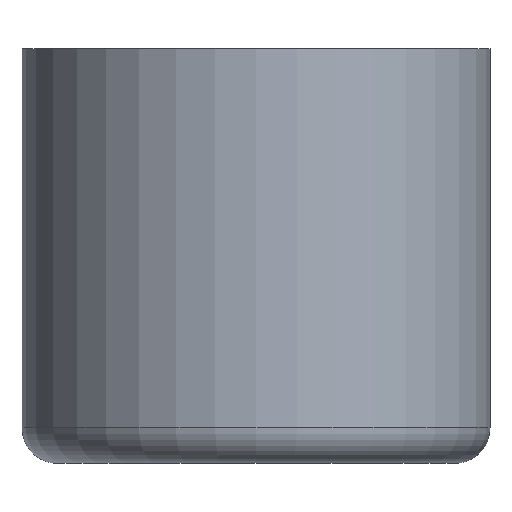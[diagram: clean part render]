
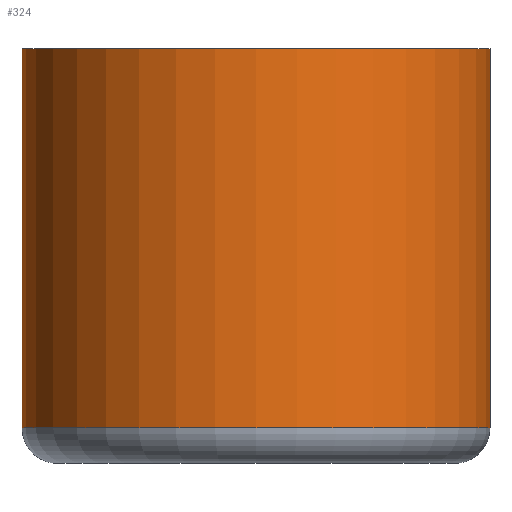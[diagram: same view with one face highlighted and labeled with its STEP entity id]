
A CAD part, front view. The second image highlights one B-rep face of the part: STEP entity #324.
In plain terms, the highlighted cylindrical face has radius 16.764 mm (diameter 33.528 mm), a partial arc.
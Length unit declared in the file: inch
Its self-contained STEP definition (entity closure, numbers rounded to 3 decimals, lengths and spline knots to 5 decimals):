
#4 = DIRECTION ( 'NONE',  ( -1., 0., 0. ) ) ;
#12 = EDGE_CURVE ( 'NONE', #155, #327, #239, .T. ) ;
#19 = CARTESIAN_POINT ( 'NONE',  ( 0., 0., 1. ) ) ;
#44 = ORIENTED_EDGE ( 'NONE', *, *, #48, .F. ) ;
#48 = EDGE_CURVE ( 'NONE', #327, #344, #267, .T. ) ;
#49 = EDGE_CURVE ( 'NONE', #155, #127, #235, .T. ) ;
#78 = FACE_OUTER_BOUND ( 'NONE', #97, .T. ) ;
#81 = ORIENTED_EDGE ( 'NONE', *, *, #159, .T. ) ;
#92 = CARTESIAN_POINT ( 'NONE',  ( 0., 0., 1. ) ) ;
#97 = EDGE_LOOP ( 'NONE', ( #44, #138, #306, #81 ) ) ;
#127 = VERTEX_POINT ( 'NONE', #231 ) ;
#138 = ORIENTED_EDGE ( 'NONE', *, *, #12, .F. ) ;
#146 = DIRECTION ( 'NONE',  ( 0., 0., 1. ) ) ;
#155 = VERTEX_POINT ( 'NONE', #315 ) ;
#159 = EDGE_CURVE ( 'NONE', #127, #344, #245, .T. ) ;
#198 = CARTESIAN_POINT ( 'NONE',  ( 0.66, 0., 1. ) ) ;
#219 = DIRECTION ( 'NONE',  ( 0., 0., -1. ) ) ;
#221 = VECTOR ( 'NONE', #232, 39.37008 ) ;
#231 = CARTESIAN_POINT ( 'NONE',  ( -0.66, 0., -0.07 ) ) ;
#232 = DIRECTION ( 'NONE',  ( 0., 0., -1. ) ) ;
#233 = CARTESIAN_POINT ( 'NONE',  ( -0.66, 0., 1. ) ) ;
#235 = LINE ( 'NONE', #233, #221 ) ;
#238 = VECTOR ( 'NONE', #243, 39.37008 ) ;
#239 = CIRCLE ( 'NONE', #272, 0.66 ) ;
#243 = DIRECTION ( 'NONE',  ( 0., 0., -1. ) ) ;
#245 = CIRCLE ( 'NONE', #338, 0.66 ) ;
#261 = CARTESIAN_POINT ( 'NONE',  ( 0.66, 0., 1. ) ) ;
#264 = DIRECTION ( 'NONE',  ( 1., 0., 0. ) ) ;
#267 = LINE ( 'NONE', #261, #238 ) ;
#272 = AXIS2_PLACEMENT_3D ( 'NONE', #19, #325, #264 ) ;
#273 = CYLINDRICAL_SURFACE ( 'NONE', #276, 0.66 ) ;
#276 = AXIS2_PLACEMENT_3D ( 'NONE', #92, #219, #4 ) ;
#288 = DIRECTION ( 'NONE',  ( -1., 0., 0. ) ) ;
#298 = CARTESIAN_POINT ( 'NONE',  ( 0.66, 0., -0.07 ) ) ;
#306 = ORIENTED_EDGE ( 'NONE', *, *, #49, .T. ) ;
#315 = CARTESIAN_POINT ( 'NONE',  ( -0.66, 0., 1. ) ) ;
#324 = ADVANCED_FACE ( 'NONE', ( #78 ), #273, .T. ) ;
#325 = DIRECTION ( 'NONE',  ( 0., 0., 1. ) ) ;
#327 = VERTEX_POINT ( 'NONE', #198 ) ;
#333 = CARTESIAN_POINT ( 'NONE',  ( 0., 0., -0.07 ) ) ;
#338 = AXIS2_PLACEMENT_3D ( 'NONE', #333, #146, #288 ) ;
#344 = VERTEX_POINT ( 'NONE', #298 ) ;
